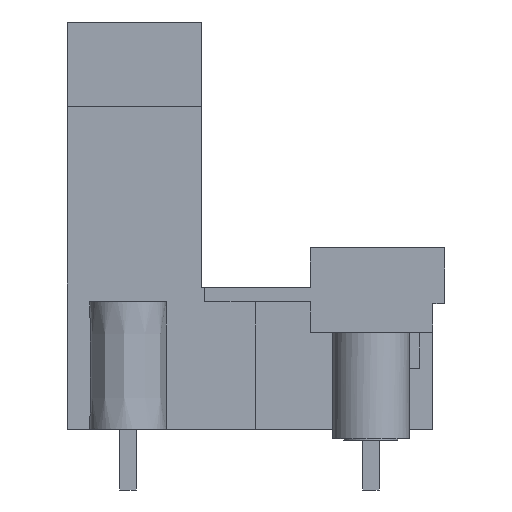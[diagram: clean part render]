
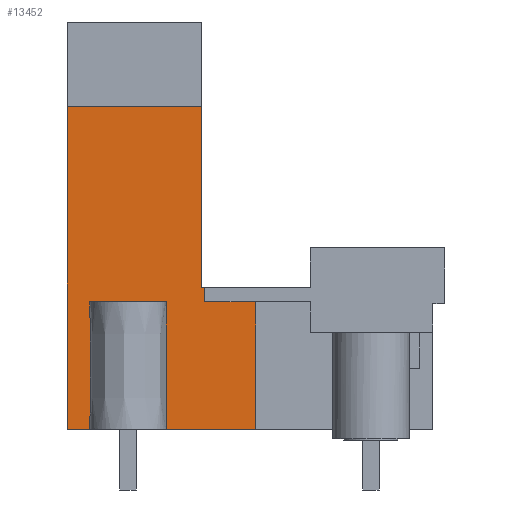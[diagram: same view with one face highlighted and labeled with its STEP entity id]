
A CAD part, left-side view. The second image highlights one B-rep face of the part: STEP entity #13452.
In plain terms, the highlighted planar face has unit normal (-1, 0, 0).
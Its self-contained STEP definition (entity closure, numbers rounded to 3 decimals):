
#13377=AXIS2_PLACEMENT_3D('Plane Axis2P3D',#13374,#13375,#13376) ;
#7409=CARTESIAN_POINT('Vertex',(3.84,23.67,3.8)) ;
#7412=CARTESIAN_POINT('Line Origine',(3.84,23.67,13.93)) ;
#7416=CARTESIAN_POINT('Vertex',(3.84,23.67,24.06)) ;
#7713=CARTESIAN_POINT('Vertex',(3.84,15.24,24.06)) ;
#7716=CARTESIAN_POINT('Line Origine',(3.84,15.24,18.38)) ;
#7720=CARTESIAN_POINT('Vertex',(3.84,15.24,12.7)) ;
#8857=CARTESIAN_POINT('Vertex',(3.84,21.887,3.8)) ;
#8860=CARTESIAN_POINT('Line Origine',(3.84,22.779,3.8)) ;
#9074=CARTESIAN_POINT('Vertex',(3.84,11.84,3.8)) ;
#9077=CARTESIAN_POINT('Line Origine',(3.84,13.165,3.8)) ;
#9081=CARTESIAN_POINT('Vertex',(3.84,14.49,3.8)) ;
#9084=CARTESIAN_POINT('Line Origine',(3.84,16.171,3.8)) ;
#9088=CARTESIAN_POINT('Vertex',(3.84,17.853,3.8)) ;
#13374=CARTESIAN_POINT('Axis2P3D Location',(3.84,23.67,3.2)) ;
#13379=CARTESIAN_POINT('Line Origine',(3.84,20.055,24.06)) ;
#13383=CARTESIAN_POINT('Vertex',(3.84,16.44,24.06)) ;
#13386=CARTESIAN_POINT('Line Origine',(3.84,21.887,7.8)) ;
#13390=CARTESIAN_POINT('Vertex',(3.84,21.887,11.8)) ;
#13393=CARTESIAN_POINT('Line Origine',(3.84,19.87,11.8)) ;
#13397=CARTESIAN_POINT('Vertex',(3.84,17.853,11.8)) ;
#13400=CARTESIAN_POINT('Line Origine',(3.84,17.853,7.8)) ;
#13405=CARTESIAN_POINT('Line Origine',(3.84,11.84,7.8)) ;
#13409=CARTESIAN_POINT('Vertex',(3.84,11.84,11.8)) ;
#13412=CARTESIAN_POINT('Line Origine',(3.84,13.44,11.8)) ;
#13416=CARTESIAN_POINT('Vertex',(3.84,15.04,11.8)) ;
#13419=CARTESIAN_POINT('Line Origine',(3.84,15.04,12.25)) ;
#13423=CARTESIAN_POINT('Vertex',(3.84,15.04,12.7)) ;
#13426=CARTESIAN_POINT('Line Origine',(3.84,15.14,12.7)) ;
#13431=CARTESIAN_POINT('Line Origine',(3.84,15.84,24.06)) ;
#7413=DIRECTION('Vector Direction',(0.,0.,1.)) ;
#7717=DIRECTION('Vector Direction',(0.,0.,1.)) ;
#8861=DIRECTION('Vector Direction',(0.,1.,0.)) ;
#9078=DIRECTION('Vector Direction',(0.,-1.,0.)) ;
#9085=DIRECTION('Vector Direction',(0.,1.,0.)) ;
#13375=DIRECTION('Axis2P3D Direction',(-1.,0.,0.)) ;
#13376=DIRECTION('Axis2P3D XDirection',(0.,-1.,0.)) ;
#13380=DIRECTION('Vector Direction',(0.,1.,0.)) ;
#13387=DIRECTION('Vector Direction',(0.,0.,1.)) ;
#13394=DIRECTION('Vector Direction',(0.,1.,0.)) ;
#13401=DIRECTION('Vector Direction',(0.,0.,1.)) ;
#13406=DIRECTION('Vector Direction',(0.,0.,1.)) ;
#13413=DIRECTION('Vector Direction',(0.,1.,0.)) ;
#13420=DIRECTION('Vector Direction',(0.,0.,-1.)) ;
#13427=DIRECTION('Vector Direction',(0.,-1.,0.)) ;
#13432=DIRECTION('Vector Direction',(0.,-1.,0.)) ;
#7414=VECTOR('Line Direction',#7413,1.) ;
#7718=VECTOR('Line Direction',#7717,1.) ;
#8862=VECTOR('Line Direction',#8861,1.) ;
#9079=VECTOR('Line Direction',#9078,1.) ;
#9086=VECTOR('Line Direction',#9085,1.) ;
#13381=VECTOR('Line Direction',#13380,1.) ;
#13388=VECTOR('Line Direction',#13387,1.) ;
#13395=VECTOR('Line Direction',#13394,1.) ;
#13402=VECTOR('Line Direction',#13401,1.) ;
#13407=VECTOR('Line Direction',#13406,1.) ;
#13414=VECTOR('Line Direction',#13413,1.) ;
#13421=VECTOR('Line Direction',#13420,1.) ;
#13428=VECTOR('Line Direction',#13427,1.) ;
#13433=VECTOR('Line Direction',#13432,1.) ;
#13437=ORIENTED_EDGE('',*,*,#13385,.T.) ;
#13438=ORIENTED_EDGE('',*,*,#7418,.T.) ;
#13439=ORIENTED_EDGE('',*,*,#8864,.F.) ;
#13440=ORIENTED_EDGE('',*,*,#13392,.T.) ;
#13441=ORIENTED_EDGE('',*,*,#13399,.F.) ;
#13442=ORIENTED_EDGE('',*,*,#13404,.F.) ;
#13443=ORIENTED_EDGE('',*,*,#9090,.F.) ;
#13444=ORIENTED_EDGE('',*,*,#9083,.T.) ;
#13445=ORIENTED_EDGE('',*,*,#13411,.T.) ;
#13446=ORIENTED_EDGE('',*,*,#13418,.T.) ;
#13447=ORIENTED_EDGE('',*,*,#13425,.F.) ;
#13448=ORIENTED_EDGE('',*,*,#13430,.F.) ;
#13449=ORIENTED_EDGE('',*,*,#7722,.T.) ;
#13450=ORIENTED_EDGE('',*,*,#13435,.T.) ;
#13452=ADVANCED_FACE('HOUSING',(#13451),#13378,.T.) ;
#7418=EDGE_CURVE('',#7417,#7410,#7415,.F.) ;
#7722=EDGE_CURVE('',#7721,#7714,#7719,.T.) ;
#8864=EDGE_CURVE('',#8858,#7410,#8863,.T.) ;
#9083=EDGE_CURVE('',#9082,#9075,#9080,.T.) ;
#9090=EDGE_CURVE('',#9082,#9089,#9087,.T.) ;
#13385=EDGE_CURVE('',#13384,#7417,#13382,.T.) ;
#13392=EDGE_CURVE('',#8858,#13391,#13389,.T.) ;
#13399=EDGE_CURVE('',#13398,#13391,#13396,.T.) ;
#13404=EDGE_CURVE('',#9089,#13398,#13403,.T.) ;
#13411=EDGE_CURVE('',#9075,#13410,#13408,.T.) ;
#13418=EDGE_CURVE('',#13410,#13417,#13415,.T.) ;
#13425=EDGE_CURVE('',#13424,#13417,#13422,.T.) ;
#13430=EDGE_CURVE('',#7721,#13424,#13429,.T.) ;
#13435=EDGE_CURVE('',#7714,#13384,#13434,.F.) ;
#13436=EDGE_LOOP('',(#13437,#13438,#13439,#13440,#13441,#13442,#13443,#13444,#13445,#13446,#13447,#13448,#13449,#13450)) ;
#13451=FACE_OUTER_BOUND('',#13436,.T.) ;
#7415=LINE('Line',#7412,#7414) ;
#7719=LINE('Line',#7716,#7718) ;
#8863=LINE('Line',#8860,#8862) ;
#9080=LINE('Line',#9077,#9079) ;
#9087=LINE('Line',#9084,#9086) ;
#13382=LINE('Line',#13379,#13381) ;
#13389=LINE('Line',#13386,#13388) ;
#13396=LINE('Line',#13393,#13395) ;
#13403=LINE('Line',#13400,#13402) ;
#13408=LINE('Line',#13405,#13407) ;
#13415=LINE('Line',#13412,#13414) ;
#13422=LINE('Line',#13419,#13421) ;
#13429=LINE('Line',#13426,#13428) ;
#13434=LINE('Line',#13431,#13433) ;
#13378=PLANE('',#13377) ;
#7410=VERTEX_POINT('',#7409) ;
#7417=VERTEX_POINT('',#7416) ;
#7714=VERTEX_POINT('',#7713) ;
#7721=VERTEX_POINT('',#7720) ;
#8858=VERTEX_POINT('',#8857) ;
#9075=VERTEX_POINT('',#9074) ;
#9082=VERTEX_POINT('',#9081) ;
#9089=VERTEX_POINT('',#9088) ;
#13384=VERTEX_POINT('',#13383) ;
#13391=VERTEX_POINT('',#13390) ;
#13398=VERTEX_POINT('',#13397) ;
#13410=VERTEX_POINT('',#13409) ;
#13417=VERTEX_POINT('',#13416) ;
#13424=VERTEX_POINT('',#13423) ;
